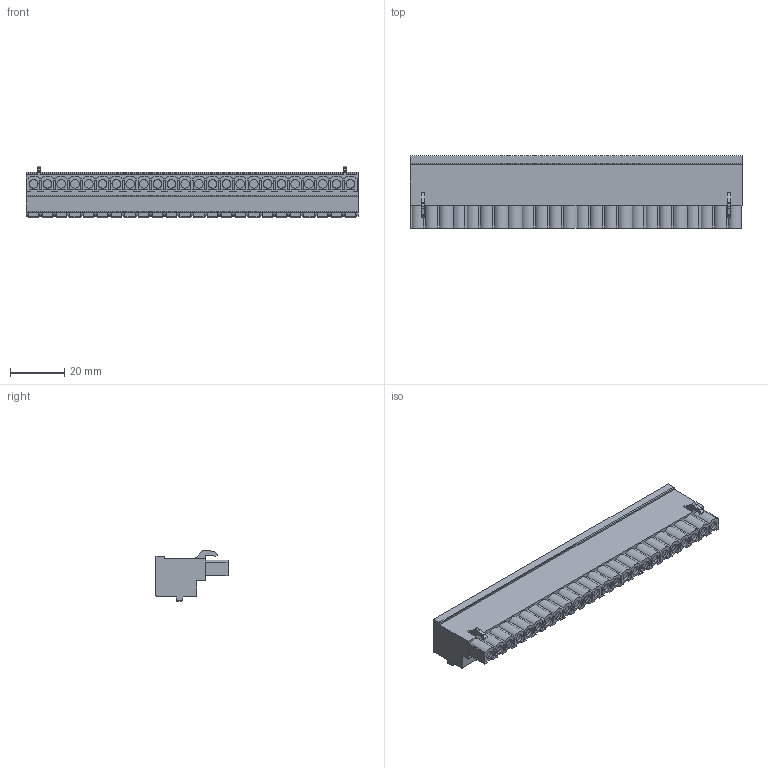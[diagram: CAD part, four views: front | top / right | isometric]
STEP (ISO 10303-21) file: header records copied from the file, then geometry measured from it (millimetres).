
FILE_DESCRIPTION((''),'2;1');
FILE_NAME('3333','2024-09-27T14:14:41',('tluser'),(''),'CREO PARAMETRIC BY PTC INC, 2018100','CREO PARAMETRIC BY PTC INC, 2018100','');
FILE_SCHEMA(('CONFIG_CONTROL_DESIGN'));
Length unit declared in the file: millimetre
Products named in the file (1): 3333
Bounding box: 122.54 x 26.6 x 19.01 mm (x, y, z)
Volume: 33313.9 mm3; surface area: 13626.6 mm2
Topology: 1 solids, 1 shells, 1341 faces, 3450 edges, 2300 vertices
Faces by surface type: plane 910, cylinder 431
Entity records: 40764 total; most frequent: CARTESIAN_POINT 7091, DIRECTION 6994, ORIENTED_EDGE 6900, EDGE_CURVE 3450, VECTOR 2588, LINE 2588, VERTEX_POINT 2300, AXIS2_PLACEMENT_3D 2203
